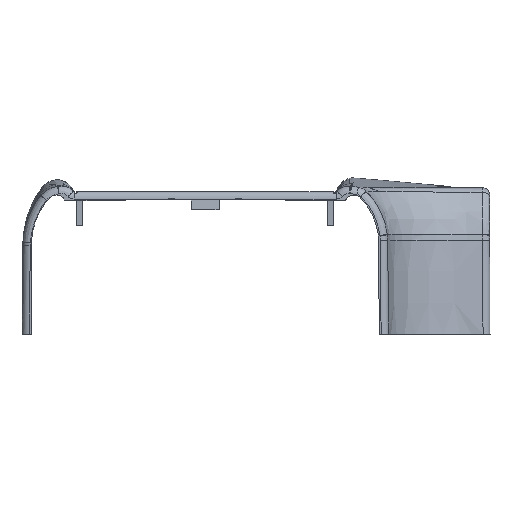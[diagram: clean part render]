
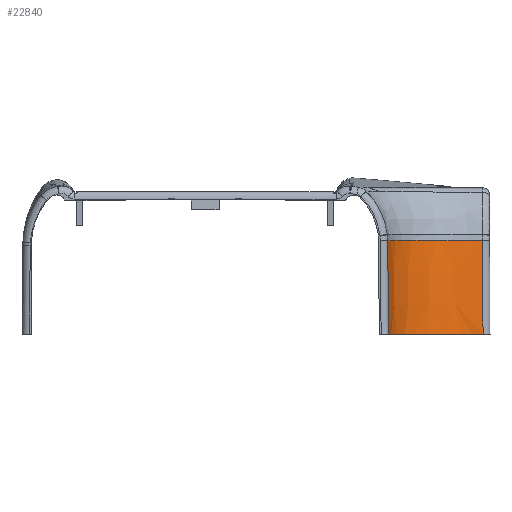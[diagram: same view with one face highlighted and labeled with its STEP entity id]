
A CAD part, front view. The second image highlights one B-rep face of the part: STEP entity #22840.
In plain terms, the highlighted conical face has half-angle 0.5 degrees and reference radius 29.36 mm.
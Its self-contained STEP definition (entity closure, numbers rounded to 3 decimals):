
#136 = B_SPLINE_CURVE_WITH_KNOTS ( 'NONE', 3,
 ( #12663, #35823, #16584, #43612, #20493, #47537, #24353, #1147, #28217, #5066, #32087, #8966, #35994, #12822, #39885, #16756, #43785, #20652 ),
 .UNSPECIFIED., .F., .F.,
 ( 4, 2, 2, 2, 2, 2, 2, 2, 4 ),
 ( 0., 0.125, 0.25, 0.375, 0.5, 0.625, 0.75, 0.875, 1. ),
 .UNSPECIFIED. ) ;
#298 = ORIENTED_EDGE ( 'NONE', *, *, #35516, .T. ) ;
#443 = CARTESIAN_POINT ( 'NONE',  ( 80.157, -52.698, 47.121 ) ) ;
#1147 = CARTESIAN_POINT ( 'NONE',  ( 59.036, -64.003, 20. ) ) ;
#2619 = CARTESIAN_POINT ( 'NONE',  ( 52.854, -80.188, 29.04 ) ) ;
#5066 = CARTESIAN_POINT ( 'NONE',  ( 62.649, -60.165, 20. ) ) ;
#5345 = CARTESIAN_POINT ( 'NONE',  ( 80.157, -52.698, 47.121 ) ) ;
#6014 = DIRECTION ( 'NONE',  ( 1., 0., 0. ) ) ;
#6314 = CONICAL_SURFACE ( 'NONE', #14374, 29.36, 0.009 ) ;
#6522 = CARTESIAN_POINT ( 'NONE',  ( 52.776, -80.172, 38.081 ) ) ;
#7838 = ORIENTED_EDGE ( 'NONE', *, *, #31063, .F. ) ;
#8966 = CARTESIAN_POINT ( 'NONE',  ( 66.893, -57.04, 20. ) ) ;
#10938 = EDGE_CURVE ( 'NONE', #40654, #13991, #28137, .T. ) ;
#12663 = CARTESIAN_POINT ( 'NONE',  ( 52.932, -80.203, 20. ) ) ;
#12822 = CARTESIAN_POINT ( 'NONE',  ( 71.631, -54.729, 20. ) ) ;
#12829 = EDGE_LOOP ( 'NONE', ( #39382, #298, #37018, #7838 ) ) ;
#13991 = VERTEX_POINT ( 'NONE', #34422 ) ;
#14374 = AXIS2_PLACEMENT_3D ( 'NONE', #40862, #20956, #6014 ) ;
#16311 = VERTEX_POINT ( 'NONE', #48986 ) ;
#16363 = CARTESIAN_POINT ( 'NONE',  ( 80.172, -52.776, 38.081 ) ) ;
#16584 = CARTESIAN_POINT ( 'NONE',  ( 53.308, -76.707, 20. ) ) ;
#16756 = CARTESIAN_POINT ( 'NONE',  ( 76.707, -53.308, 20. ) ) ;
#17887 = B_SPLINE_CURVE_WITH_KNOTS ( 'NONE', 3,
 ( #29677, #2619, #6522, #33555 ),
 .UNSPECIFIED., .F., .F.,
 ( 4, 4 ),
 ( 0., 1. ),
 .UNSPECIFIED. ) ;
#20493 = CARTESIAN_POINT ( 'NONE',  ( 54.729, -71.631, 20. ) ) ;
#20652 = CARTESIAN_POINT ( 'NONE',  ( 80.203, -52.932, 20. ) ) ;
#20956 = DIRECTION ( 'NONE',  ( 0., 0., 1. ) ) ;
#21130 = CARTESIAN_POINT ( 'NONE',  ( 82., -82., 47.121 ) ) ;
#22765 = CIRCLE ( 'NONE', #38076, 29.36 ) ;
#22840 = ADVANCED_FACE ( 'NONE', ( #28103 ), #6314, .F. ) ;
#24143 = CARTESIAN_POINT ( 'NONE',  ( 80.203, -52.932, 20. ) ) ;
#24353 = CARTESIAN_POINT ( 'NONE',  ( 57.04, -66.893, 20. ) ) ;
#24989 = DIRECTION ( 'NONE',  ( 0.707, -0.707, 0. ) ) ;
#28103 = FACE_OUTER_BOUND ( 'NONE', #12829, .T. ) ;
#28137 = B_SPLINE_CURVE_WITH_KNOTS ( 'NONE', 3,
 ( #443, #16363, #47315, #24143 ),
 .UNSPECIFIED., .F., .F.,
 ( 4, 4 ),
 ( 0., 1. ),
 .UNSPECIFIED. ) ;
#28217 = CARTESIAN_POINT ( 'NONE',  ( 60.165, -62.649, 20. ) ) ;
#29677 = CARTESIAN_POINT ( 'NONE',  ( 52.932, -80.203, 20. ) ) ;
#31063 = EDGE_CURVE ( 'NONE', #16311, #40654, #22765, .T. ) ;
#32087 = CARTESIAN_POINT ( 'NONE',  ( 64.003, -59.036, 20. ) ) ;
#33555 = CARTESIAN_POINT ( 'NONE',  ( 52.698, -80.157, 47.121 ) ) ;
#33716 = CARTESIAN_POINT ( 'NONE',  ( 52.932, -80.203, 20. ) ) ;
#34422 = CARTESIAN_POINT ( 'NONE',  ( 80.203, -52.932, 20. ) ) ;
#35516 = EDGE_CURVE ( 'NONE', #48566, #13991, #136, .T. ) ;
#35823 = CARTESIAN_POINT ( 'NONE',  ( 53.041, -78.45, 20. ) ) ;
#35994 = CARTESIAN_POINT ( 'NONE',  ( 68.429, -56.173, 20. ) ) ;
#37018 = ORIENTED_EDGE ( 'NONE', *, *, #10938, .F. ) ;
#38076 = AXIS2_PLACEMENT_3D ( 'NONE', #21130, #48170, #24989 ) ;
#39382 = ORIENTED_EDGE ( 'NONE', *, *, #49762, .F. ) ;
#39885 = CARTESIAN_POINT ( 'NONE',  ( 73.297, -54.152, 20. ) ) ;
#40654 = VERTEX_POINT ( 'NONE', #5345 ) ;
#40862 = CARTESIAN_POINT ( 'NONE',  ( 82., -82., 47.121 ) ) ;
#43612 = CARTESIAN_POINT ( 'NONE',  ( 54.152, -73.297, 20. ) ) ;
#43785 = CARTESIAN_POINT ( 'NONE',  ( 78.45, -53.041, 20. ) ) ;
#47315 = CARTESIAN_POINT ( 'NONE',  ( 80.188, -52.854, 29.04 ) ) ;
#47537 = CARTESIAN_POINT ( 'NONE',  ( 56.173, -68.429, 20. ) ) ;
#48170 = DIRECTION ( 'NONE',  ( 0., 0., -1. ) ) ;
#48566 = VERTEX_POINT ( 'NONE', #33716 ) ;
#48986 = CARTESIAN_POINT ( 'NONE',  ( 52.698, -80.157, 47.121 ) ) ;
#49762 = EDGE_CURVE ( 'NONE', #48566, #16311, #17887, .T. ) ;
